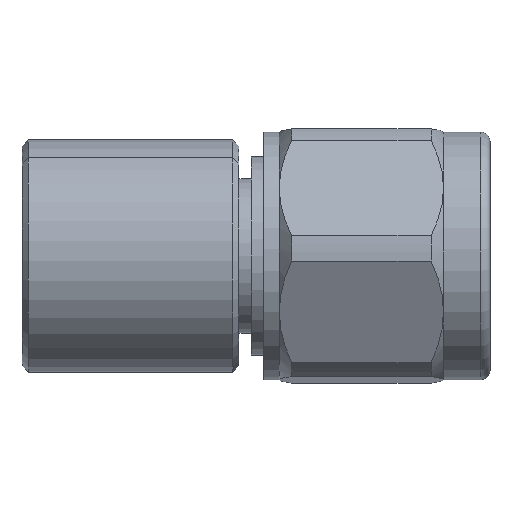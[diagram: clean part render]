
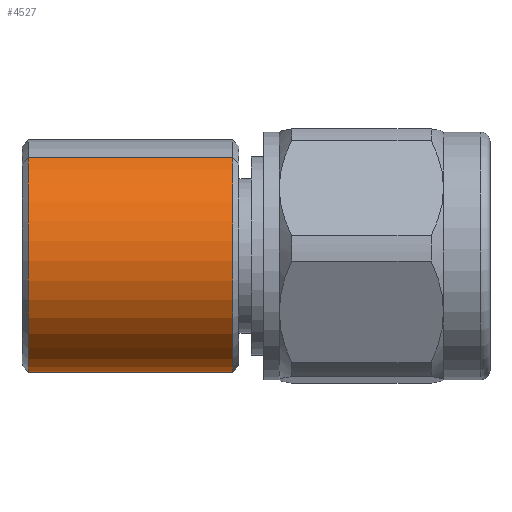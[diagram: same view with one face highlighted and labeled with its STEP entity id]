
A CAD part, left-side view. The second image highlights one B-rep face of the part: STEP entity #4527.
In plain terms, the highlighted cylindrical face has radius 3.75 mm (diameter 7.5 mm), a partial arc.
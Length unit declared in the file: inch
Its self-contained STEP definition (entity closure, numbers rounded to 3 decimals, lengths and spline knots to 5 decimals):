
#153 = VERTEX_POINT ( 'NONE', #3261 ) ;
#740 = EDGE_LOOP ( 'NONE', ( #5695, #2185, #3865, #3493 ) ) ;
#786 = AXIS2_PLACEMENT_3D ( 'NONE', #2764, #4297, #961 ) ;
#961 = DIRECTION ( 'NONE',  ( 0.536, 0., -0.844 ) ) ;
#1283 = LINE ( 'NONE', #2680, #3874 ) ;
#1638 = EDGE_CURVE ( 'NONE', #5898, #2208, #2252, .T. ) ;
#1921 = VERTEX_POINT ( 'NONE', #5128 ) ;
#2185 = ORIENTED_EDGE ( 'NONE', *, *, #5887, .T. ) ;
#2208 = VERTEX_POINT ( 'NONE', #6009 ) ;
#2221 = CARTESIAN_POINT ( 'NONE',  ( 0., 0.26575, 0. ) ) ;
#2252 = CIRCLE ( 'NONE', #3018, 0.14764 ) ;
#2269 = CARTESIAN_POINT ( 'NONE',  ( -0.07916, 0.52559, 0.12462 ) ) ;
#2290 = DIRECTION ( 'NONE',  ( -0.536, 0., 0.844 ) ) ;
#2680 = CARTESIAN_POINT ( 'NONE',  ( -0.07916, 0.25787, 0.12462 ) ) ;
#2764 = CARTESIAN_POINT ( 'NONE',  ( 0., 0.25787, 0. ) ) ;
#2926 = EDGE_CURVE ( 'NONE', #1921, #2208, #4131, .T. ) ;
#3018 = AXIS2_PLACEMENT_3D ( 'NONE', #3071, #4936, #3465 ) ;
#3071 = CARTESIAN_POINT ( 'NONE',  ( 0., 0.52559, 0. ) ) ;
#3261 = CARTESIAN_POINT ( 'NONE',  ( -0.07916, 0.26575, 0.12462 ) ) ;
#3328 = VECTOR ( 'NONE', #6008, 39.37008 ) ;
#3420 = CIRCLE ( 'NONE', #3970, 0.14764 ) ;
#3447 = EDGE_CURVE ( 'NONE', #1921, #153, #3420, .T. ) ;
#3465 = DIRECTION ( 'NONE',  ( -0.536, 0., 0.844 ) ) ;
#3493 = ORIENTED_EDGE ( 'NONE', *, *, #2926, .F. ) ;
#3865 = ORIENTED_EDGE ( 'NONE', *, *, #1638, .T. ) ;
#3874 = VECTOR ( 'NONE', #5069, 39.37008 ) ;
#3970 = AXIS2_PLACEMENT_3D ( 'NONE', #2221, #4568, #2290 ) ;
#4131 = LINE ( 'NONE', #4517, #3328 ) ;
#4297 = DIRECTION ( 'NONE',  ( 0., 1., 0. ) ) ;
#4517 = CARTESIAN_POINT ( 'NONE',  ( 0.07916, 0.25787, -0.12462 ) ) ;
#4527 = ADVANCED_FACE ( 'NONE', ( #5528 ), #4560, .T. ) ;
#4560 = CYLINDRICAL_SURFACE ( 'NONE', #786, 0.14764 ) ;
#4568 = DIRECTION ( 'NONE',  ( 0., 1., 0. ) ) ;
#4936 = DIRECTION ( 'NONE',  ( 0., -1., 0. ) ) ;
#5069 = DIRECTION ( 'NONE',  ( 0., 1., 0. ) ) ;
#5128 = CARTESIAN_POINT ( 'NONE',  ( 0.07916, 0.26575, -0.12462 ) ) ;
#5528 = FACE_OUTER_BOUND ( 'NONE', #740, .T. ) ;
#5695 = ORIENTED_EDGE ( 'NONE', *, *, #3447, .T. ) ;
#5887 = EDGE_CURVE ( 'NONE', #153, #5898, #1283, .T. ) ;
#5898 = VERTEX_POINT ( 'NONE', #2269 ) ;
#6008 = DIRECTION ( 'NONE',  ( 0., 1., 0. ) ) ;
#6009 = CARTESIAN_POINT ( 'NONE',  ( 0.07916, 0.52559, -0.12462 ) ) ;
